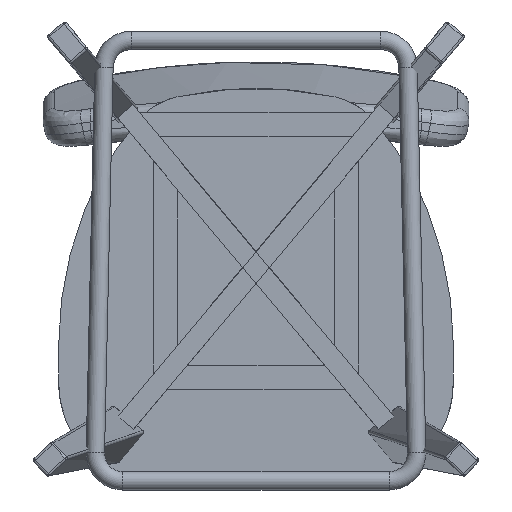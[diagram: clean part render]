
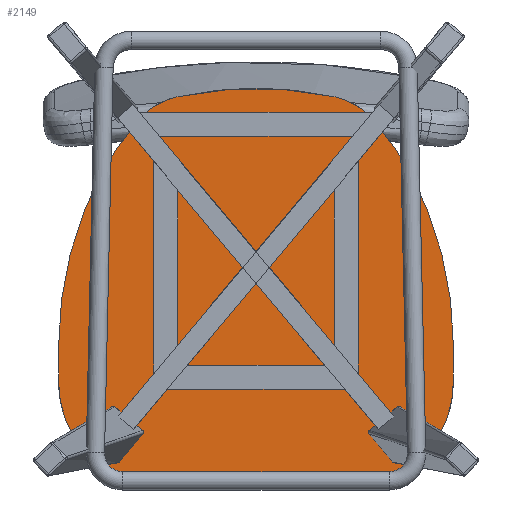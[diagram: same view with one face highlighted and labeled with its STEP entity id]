
A CAD part, front view. The second image highlights one B-rep face of the part: STEP entity #2149.
In plain terms, the highlighted planar face has unit normal (0, -1, 0).
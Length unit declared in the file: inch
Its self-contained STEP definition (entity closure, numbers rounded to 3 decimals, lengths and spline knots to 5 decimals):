
#11 = DIRECTION ( 'NONE',  ( -1., 0., 0. ) ) ;
#203 = PLANE ( 'NONE',  #1540 ) ;
#345 = AXIS2_PLACEMENT_3D ( 'NONE', #4791, #11074, #8219 ) ;
#596 = DIRECTION ( 'NONE',  ( 0., 0., 1. ) ) ;
#597 = ORIENTED_EDGE ( 'NONE', *, *, #6322, .T. ) ;
#834 = ORIENTED_EDGE ( 'NONE', *, *, #4297, .F. ) ;
#993 = CIRCLE ( 'NONE', #4356, 14.17323 ) ;
#1003 = LINE ( 'NONE', #1061, #9730 ) ;
#1061 = CARTESIAN_POINT ( 'NONE',  ( 8.46457, 1.08268, 0. ) ) ;
#1226 = DIRECTION ( 'NONE',  ( 0., -1., 0. ) ) ;
#1535 = CARTESIAN_POINT ( 'NONE',  ( -3.93701, 1.08268, -4.92126 ) ) ;
#1540 = AXIS2_PLACEMENT_3D ( 'NONE', #7439, #2186, #6486 ) ;
#1555 = VERTEX_POINT ( 'NONE', #3949 ) ;
#1601 = EDGE_LOOP ( 'NONE', ( #8127, #597, #8828, #11333, #1918, #834, #10879, #7585, #6216, #2030, #10135, #4794 ) ) ;
#1714 = EDGE_CURVE ( 'NONE', #3896, #3618, #5960, .T. ) ;
#1732 = CARTESIAN_POINT ( 'NONE',  ( -8.46457, 1.08268, 0. ) ) ;
#1758 = VERTEX_POINT ( 'NONE', #10234 ) ;
#1841 = AXIS2_PLACEMENT_3D ( 'NONE', #10970, #7417, #4869 ) ;
#1918 = ORIENTED_EDGE ( 'NONE', *, *, #7686, .F. ) ;
#2030 = ORIENTED_EDGE ( 'NONE', *, *, #1714, .F. ) ;
#2065 = VERTEX_POINT ( 'NONE', #5406 ) ;
#2149 = ADVANCED_FACE ( 'NONE', ( #7555 ), #203, .F. ) ;
#2186 = DIRECTION ( 'NONE',  ( 0., 1., 0. ) ) ;
#2413 = DIRECTION ( 'NONE',  ( 0., 1., 0. ) ) ;
#2447 = EDGE_CURVE ( 'NONE', #3618, #2065, #8906, .T. ) ;
#2984 = EDGE_CURVE ( 'NONE', #7220, #3896, #1003, .T. ) ;
#3078 = VERTEX_POINT ( 'NONE', #5752 ) ;
#3368 = VERTEX_POINT ( 'NONE', #5622 ) ;
#3618 = VERTEX_POINT ( 'NONE', #11355 ) ;
#3814 = CARTESIAN_POINT ( 'NONE',  ( 0., 1.08268, -8.35533 ) ) ;
#3896 = VERTEX_POINT ( 'NONE', #11446 ) ;
#3931 = EDGE_CURVE ( 'NONE', #6680, #1758, #4284, .T. ) ;
#3949 = CARTESIAN_POINT ( 'NONE',  ( -8.46457, 1.08268, -3.34646 ) ) ;
#3972 = CARTESIAN_POINT ( 'NONE',  ( -5.81915, 1.08268, -2.76699 ) ) ;
#4174 = DIRECTION ( 'NONE',  ( 0., 0., 1. ) ) ;
#4284 = CIRCLE ( 'NONE', #9917, 3.14961 ) ;
#4297 = EDGE_CURVE ( 'NONE', #1555, #10735, #6357, .T. ) ;
#4356 = AXIS2_PLACEMENT_3D ( 'NONE', #3972, #1226, #4789 ) ;
#4441 = AXIS2_PLACEMENT_3D ( 'NONE', #7528, #10289, #11199 ) ;
#4784 = VERTEX_POINT ( 'NONE', #6439 ) ;
#4789 = DIRECTION ( 'NONE',  ( 0., 0., 1. ) ) ;
#4791 = CARTESIAN_POINT ( 'NONE',  ( -7.28346, 1.08268, -3.34646 ) ) ;
#4794 = ORIENTED_EDGE ( 'NONE', *, *, #5250, .T. ) ;
#4869 = DIRECTION ( 'NONE',  ( 0., 0., 1. ) ) ;
#4898 = AXIS2_PLACEMENT_3D ( 'NONE', #3814, #6405, #9991 ) ;
#5058 = DIRECTION ( 'NONE',  ( 0., 0., 1. ) ) ;
#5250 = EDGE_CURVE ( 'NONE', #7220, #3078, #7486, .T. ) ;
#5268 = DIRECTION ( 'NONE',  ( 0., 0., 1. ) ) ;
#5324 = CARTESIAN_POINT ( 'NONE',  ( 5.81915, 1.08268, -2.76699 ) ) ;
#5406 = CARTESIAN_POINT ( 'NONE',  ( -3.93701, 1.08268, -9.44882 ) ) ;
#5622 = CARTESIAN_POINT ( 'NONE',  ( -8.46457, 1.08268, -4.92126 ) ) ;
#5662 = CIRCLE ( 'NONE', #6225, 14.17323 ) ;
#5752 = CARTESIAN_POINT ( 'NONE',  ( 7.35969, 1.08268, 2.44823 ) ) ;
#5960 = CIRCLE ( 'NONE', #4441, 4.52756 ) ;
#6216 = ORIENTED_EDGE ( 'NONE', *, *, #2447, .F. ) ;
#6225 = AXIS2_PLACEMENT_3D ( 'NONE', #5324, #10726, #5268 ) ;
#6299 = CARTESIAN_POINT ( 'NONE',  ( 0., 1.08268, -9.44882 ) ) ;
#6322 = EDGE_CURVE ( 'NONE', #10818, #4784, #11257, .T. ) ;
#6357 = CIRCLE ( 'NONE', #1841, 15.74803 ) ;
#6405 = DIRECTION ( 'NONE',  ( 0., -1., 0. ) ) ;
#6439 = CARTESIAN_POINT ( 'NONE',  ( 3.34467, 1.08268, 7.3244 ) ) ;
#6486 = DIRECTION ( 'NONE',  ( 0., 0., 1. ) ) ;
#6522 = VECTOR ( 'NONE', #11, 39.37008 ) ;
#6680 = VERTEX_POINT ( 'NONE', #7854 ) ;
#7150 = DIRECTION ( 'NONE',  ( 0., 0., -1. ) ) ;
#7220 = VERTEX_POINT ( 'NONE', #11438 ) ;
#7272 = EDGE_CURVE ( 'NONE', #3368, #2065, #9423, .T. ) ;
#7356 = DIRECTION ( 'NONE',  ( 0., 0., -1. ) ) ;
#7417 = DIRECTION ( 'NONE',  ( 0., 1., 0. ) ) ;
#7439 = CARTESIAN_POINT ( 'NONE',  ( 0., 1.08268, 0. ) ) ;
#7486 = CIRCLE ( 'NONE', #345, 15.74803 ) ;
#7528 = CARTESIAN_POINT ( 'NONE',  ( 3.93701, 1.08268, -4.92126 ) ) ;
#7555 = FACE_OUTER_BOUND ( 'NONE', #1601, .T. ) ;
#7585 = ORIENTED_EDGE ( 'NONE', *, *, #7272, .T. ) ;
#7686 = EDGE_CURVE ( 'NONE', #10735, #6680, #5662, .T. ) ;
#7746 = VECTOR ( 'NONE', #7150, 39.37008 ) ;
#7854 = CARTESIAN_POINT ( 'NONE',  ( -5.11811, 1.08268, 6.24727 ) ) ;
#7879 = DIRECTION ( 'NONE',  ( 0., -1., 0. ) ) ;
#7892 = CARTESIAN_POINT ( 'NONE',  ( -2.68761, 1.08268, 4.2441 ) ) ;
#7918 = LINE ( 'NONE', #1732, #7746 ) ;
#8127 = ORIENTED_EDGE ( 'NONE', *, *, #10692, .T. ) ;
#8219 = DIRECTION ( 'NONE',  ( 0., 0., 1. ) ) ;
#8658 = DIRECTION ( 'NONE',  ( 0., -1., 0. ) ) ;
#8798 = EDGE_CURVE ( 'NONE', #4784, #1758, #10344, .T. ) ;
#8828 = ORIENTED_EDGE ( 'NONE', *, *, #8798, .T. ) ;
#8906 = LINE ( 'NONE', #6299, #6522 ) ;
#9423 = CIRCLE ( 'NONE', #11458, 4.52756 ) ;
#9686 = CARTESIAN_POINT ( 'NONE',  ( 5.11811, 1.08268, 6.24727 ) ) ;
#9730 = VECTOR ( 'NONE', #7356, 39.37008 ) ;
#9779 = AXIS2_PLACEMENT_3D ( 'NONE', #11375, #7879, #4174 ) ;
#9917 = AXIS2_PLACEMENT_3D ( 'NONE', #7892, #2413, #5058 ) ;
#9991 = DIRECTION ( 'NONE',  ( 0., 0., 1. ) ) ;
#10070 = EDGE_CURVE ( 'NONE', #1555, #3368, #7918, .T. ) ;
#10135 = ORIENTED_EDGE ( 'NONE', *, *, #2984, .F. ) ;
#10234 = CARTESIAN_POINT ( 'NONE',  ( -3.34467, 1.08268, 7.3244 ) ) ;
#10289 = DIRECTION ( 'NONE',  ( 0., 1., 0. ) ) ;
#10344 = CIRCLE ( 'NONE', #4898, 16.03249 ) ;
#10439 = CARTESIAN_POINT ( 'NONE',  ( -7.35969, 1.08268, 2.44823 ) ) ;
#10692 = EDGE_CURVE ( 'NONE', #3078, #10818, #993, .T. ) ;
#10726 = DIRECTION ( 'NONE',  ( 0., 1., 0. ) ) ;
#10735 = VERTEX_POINT ( 'NONE', #10439 ) ;
#10818 = VERTEX_POINT ( 'NONE', #9686 ) ;
#10879 = ORIENTED_EDGE ( 'NONE', *, *, #10070, .T. ) ;
#10970 = CARTESIAN_POINT ( 'NONE',  ( 7.28346, 1.08268, -3.34646 ) ) ;
#11074 = DIRECTION ( 'NONE',  ( 0., -1., 0. ) ) ;
#11199 = DIRECTION ( 'NONE',  ( 0., 0., 1. ) ) ;
#11257 = CIRCLE ( 'NONE', #9779, 3.14961 ) ;
#11333 = ORIENTED_EDGE ( 'NONE', *, *, #3931, .F. ) ;
#11355 = CARTESIAN_POINT ( 'NONE',  ( 3.93701, 1.08268, -9.44882 ) ) ;
#11375 = CARTESIAN_POINT ( 'NONE',  ( 2.68761, 1.08268, 4.2441 ) ) ;
#11438 = CARTESIAN_POINT ( 'NONE',  ( 8.46457, 1.08268, -3.34646 ) ) ;
#11446 = CARTESIAN_POINT ( 'NONE',  ( 8.46457, 1.08268, -4.92126 ) ) ;
#11458 = AXIS2_PLACEMENT_3D ( 'NONE', #1535, #8658, #596 ) ;
